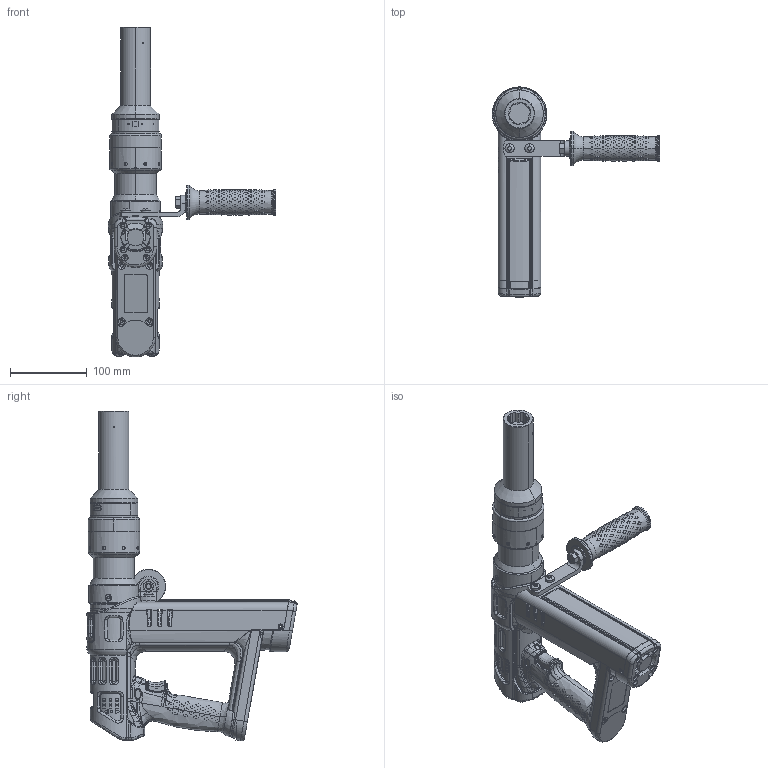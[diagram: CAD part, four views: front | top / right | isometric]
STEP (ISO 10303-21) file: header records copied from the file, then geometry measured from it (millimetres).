
FILE_DESCRIPTION((''),'2;1');
FILE_NAME('EXT_COMP_SW0024','2020-07-06T11:04:05',('INEdipo'),(''),'CREO PARAMETRIC BY PTC INC, 2018100','CREO PARAMETRIC BY PTC INC, 2018100','');
FILE_SCHEMA(('CONFIG_CONTROL_DESIGN'));
Length unit declared in the file: inch
Products named in the file (1): EXT_COMP_SW0024
Bounding box: 218 x 273.5 x 429.35 mm (x, y, z)
Volume: 816364.9 mm3; surface area: 373431.7 mm2
Topology: 7 solids, 12 shells, 5253 faces, 14042 edges, 8961 vertices
Faces by surface type: bspline 2357, cylinder 1263, plane 1228, cone 203, torus 159, sphere 31, extrusion 12
Entity records: 267235 total; most frequent: CARTESIAN_POINT 156197, ORIENTED_EDGE 28076, DIRECTION 15041, EDGE_CURVE 14038, VERTEX_POINT 8961, B_SPLINE_CURVE_WITH_KNOTS 7026, EDGE_LOOP 5689, FACE_OUTER_BOUND 5253
